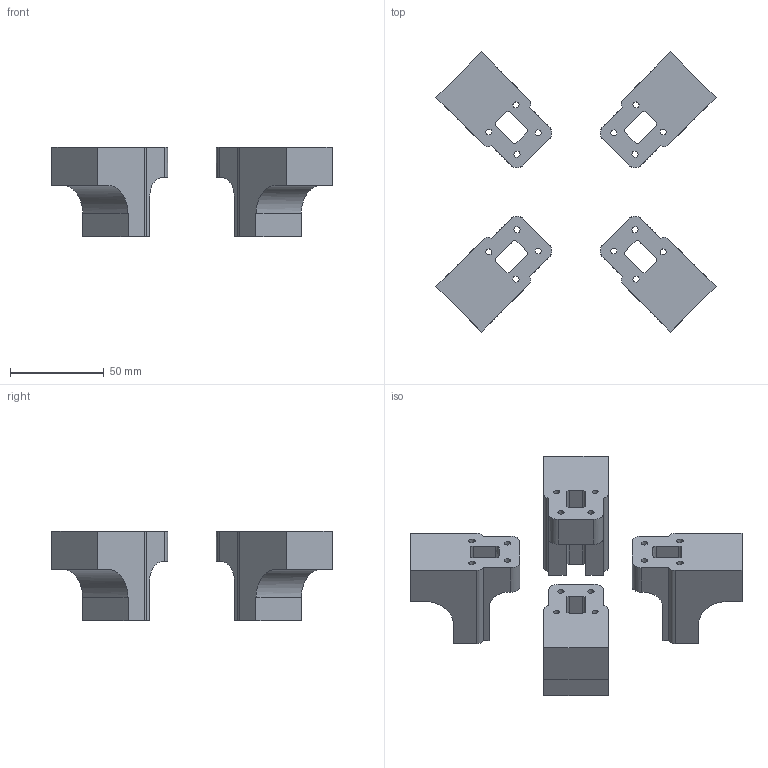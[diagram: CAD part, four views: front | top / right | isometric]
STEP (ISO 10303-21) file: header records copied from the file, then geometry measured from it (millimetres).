
FILE_DESCRIPTION(/* description */ (''),/* implementation_level */ '2;1');
FILE_NAME(/* name */ 'ALL-4-~1',/* time_stamp */ '2020-02-24T16:29:47+01:00',/* author */ (''),/* organization */ (''),/* preprocessor_version */ 'ST-DEVELOPER v15',/* originating_system */ '',/* authorisation */ '');
FILE_SCHEMA (('AUTOMOTIVE_DESIGN'));
Length unit declared in the file: millimetre
Products named in the file (1): Document
Bounding box: 149.63 x 149.65 x 48 mm (x, y, z)
Volume: 196374.5 mm3; surface area: 49678.5 mm2
Topology: 4 solids, 4 shells, 140 faces, 434 edges, 290 vertices
Faces by surface type: bspline 132, plane 8
Entity records: 5404 total; most frequent: CARTESIAN_POINT 3201, ORIENTED_EDGE 864, EDGE_CURVE 432, VERTEX_POINT 288, EDGE_LOOP 168, ADVANCED_FACE 140, FACE_OUTER_BOUND 140, B_SPLINE_CURVE_WITH_KNOTS 44
